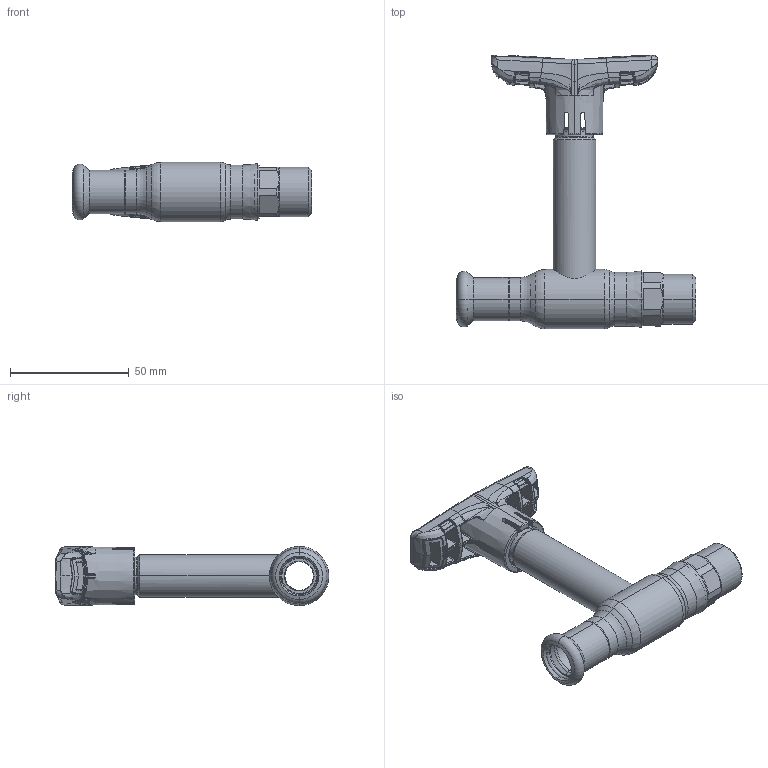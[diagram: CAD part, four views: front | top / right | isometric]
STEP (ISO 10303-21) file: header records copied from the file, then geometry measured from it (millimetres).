
FILE_DESCRIPTION (( 'STEP AP214' ), '1' );
FILE_NAME ('2010001211-0400.step', '2023-12-12T09:03:25', ( '' ), ( '' ), 'SwSTEP 2.0', 'SolidWorks 2021', '' );
FILE_SCHEMA (( 'AUTOMOTIVE_DESIGN' ));
Length unit declared in the file: millimetre
Products named in the file (1): 2010001211-0400
Bounding box: 100.8 x 115.29 x 25 mm (x, y, z)
Surface area: 22479.6 mm2 (no closed solid volume)
Topology: 0 solids, 8 shells, 727 faces, 2126 edges, 1332 vertices
Faces by surface type: bspline 559, plane 60, cone 37, cylinder 36, torus 23, sphere 12
Entity records: 55274 total; most frequent: CARTESIAN_POINT 33040, ORIENTED_EDGE 3737, EDGE_CURVE 2116, DIRECTION 1512, B_SPLINE_CURVE_WITH_KNOTS 1438, VERTEX_POINT 1328, EDGE_LOOP 734, UNCERTAINTY_MEASURE_WITH_UNIT 729
